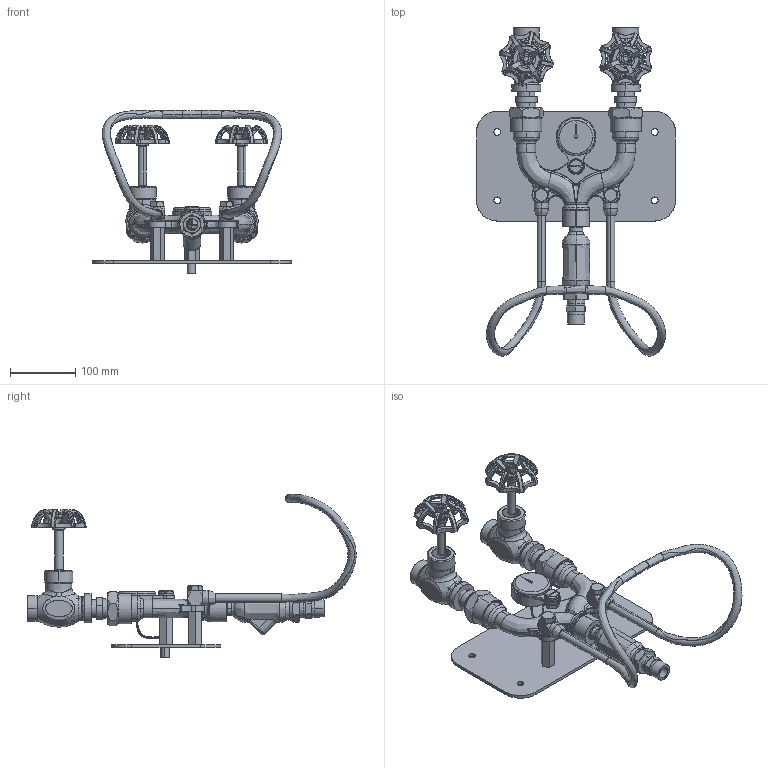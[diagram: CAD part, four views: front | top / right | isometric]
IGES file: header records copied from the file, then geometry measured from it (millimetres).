
Start section: SolidWorks IGES file using analytic representation for surfaces
Global section: file name: M750.IGS; native system: SolidWorks 2006 by SolidWorks Corporation; preprocessor: SolidWorks 2006 by SolidWorks Corporation; author: gstednitz; date: 101122.112105; units: inch
Bounding box: 304.8 x 503.05 x 250.14 mm (x, y, z)
Surface area: 530661 mm2 (no closed solid volume)
Topology: 0 solids, 0 shells, 1677 faces, 26719 edges, 26707 vertices
Faces by surface type: bspline 1102, revolution 575
